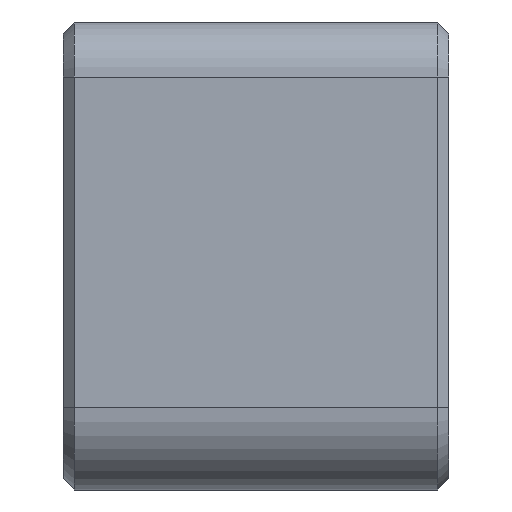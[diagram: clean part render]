
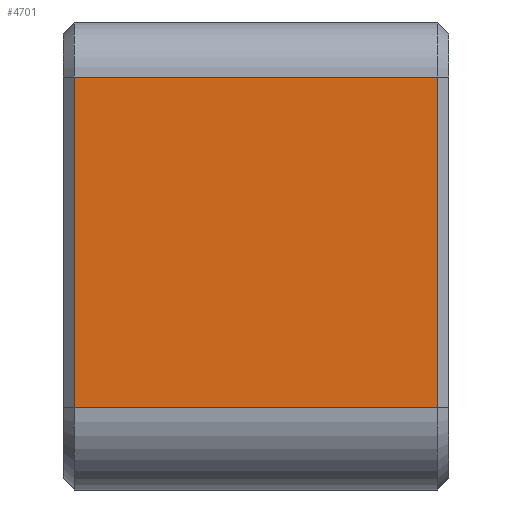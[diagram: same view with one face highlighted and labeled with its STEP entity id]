
A CAD part, left-side view. The second image highlights one B-rep face of the part: STEP entity #4701.
In plain terms, the highlighted planar face has unit normal (-1, 0, 0).
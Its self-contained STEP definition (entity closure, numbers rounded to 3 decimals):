
#653=FACE_OUTER_BOUND('',#924,.T.);
#924=EDGE_LOOP('',(#4216,#4217,#4218,#4219));
#1307=LINE('',#8926,#1740);
#1339=LINE('',#9005,#1772);
#1340=LINE('',#9009,#1773);
#1341=LINE('',#9010,#1774);
#1740=VECTOR('',#5437,10.);
#1772=VECTOR('',#5519,10.);
#1773=VECTOR('',#5524,10.);
#1774=VECTOR('',#5525,10.);
#2219=VERTEX_POINT('',#8916);
#2221=VERTEX_POINT('',#8922);
#2244=VERTEX_POINT('',#9004);
#2245=VERTEX_POINT('',#9008);
#2871=EDGE_CURVE('',#2219,#2221,#1307,.T.);
#2911=EDGE_CURVE('',#2221,#2244,#1339,.T.);
#2913=EDGE_CURVE('',#2245,#2219,#1340,.T.);
#2914=EDGE_CURVE('',#2244,#2245,#1341,.T.);
#4216=ORIENTED_EDGE('',*,*,#2871,.F.);
#4217=ORIENTED_EDGE('',*,*,#2913,.F.);
#4218=ORIENTED_EDGE('',*,*,#2914,.F.);
#4219=ORIENTED_EDGE('',*,*,#2911,.F.);
#4449=PLANE('',#4861);
#4701=ADVANCED_FACE('',(#653),#4449,.F.);
#4861=AXIS2_PLACEMENT_3D('',#9007,#5522,#5523);
#5437=DIRECTION('',(0.,0.,-1.));
#5519=DIRECTION('',(0.,1.,0.));
#5522=DIRECTION('center_axis',(1.,0.,0.));
#5523=DIRECTION('ref_axis',(0.,0.,-1.));
#5524=DIRECTION('',(0.,-1.,0.));
#5525=DIRECTION('',(0.,0.,1.));
#8916=CARTESIAN_POINT('',(-47.498,-6.6,15.));
#8922=CARTESIAN_POINT('',(-47.498,-6.6,3.));
#8926=CARTESIAN_POINT('',(-47.498,-6.6,8.333));
#9004=CARTESIAN_POINT('',(-47.498,6.6,3.));
#9005=CARTESIAN_POINT('',(-47.498,0.,3.));
#9007=CARTESIAN_POINT('Origin',(-47.498,0.,8.5));
#9008=CARTESIAN_POINT('',(-47.498,6.6,15.));
#9009=CARTESIAN_POINT('',(-47.498,0.,15.));
#9010=CARTESIAN_POINT('',(-47.498,6.6,9.313));
